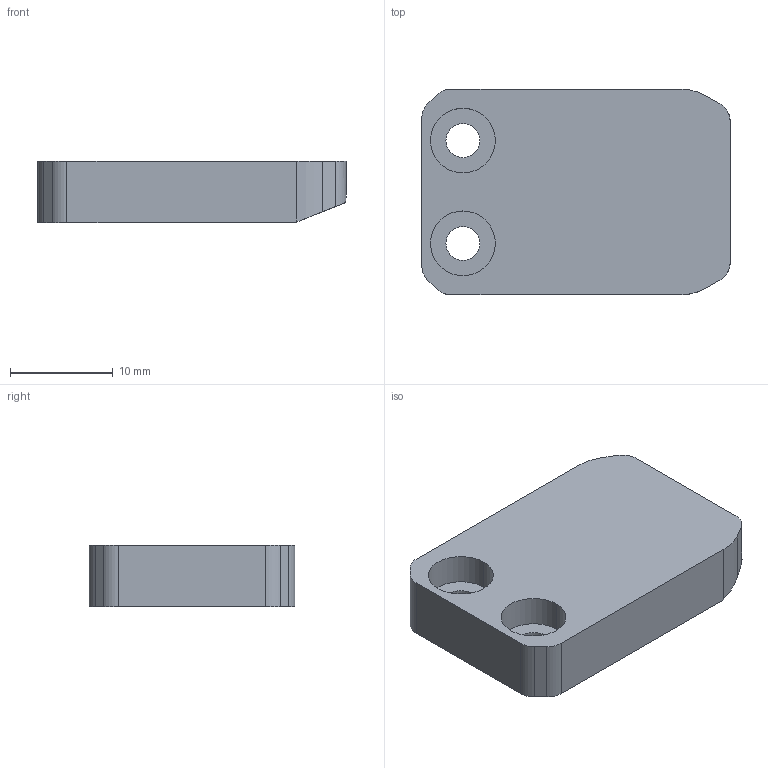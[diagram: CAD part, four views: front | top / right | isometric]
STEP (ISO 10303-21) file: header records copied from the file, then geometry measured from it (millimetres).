
FILE_DESCRIPTION (( 'STEP AP214' ), '1' );
FILE_NAME ('doorHandle GBtTinyMII.STEP', '2023-06-23T14:31:35', ( '' ), ( '' ), 'SwSTEP 2.0', 'SolidWorks 2018', '' );
FILE_SCHEMA (( 'AUTOMOTIVE_DESIGN' ));
Length unit declared in the file: millimetre
Products named in the file (1): doorHandle GBtTinyMII
Bounding box: 30 x 20 x 6 mm (x, y, z)
Volume: 2938.9 mm3; surface area: 1949.2 mm2
Topology: 1 solids, 1 shells, 37 faces, 97 edges, 66 vertices
Faces by surface type: cylinder 20, plane 16, bspline 1
Entity records: 1347 total; most frequent: CARTESIAN_POINT 366, DIRECTION 203, ORIENTED_EDGE 194, EDGE_CURVE 97, AXIS2_PLACEMENT_3D 77, VERTEX_POINT 66, LINE 49, VECTOR 49
